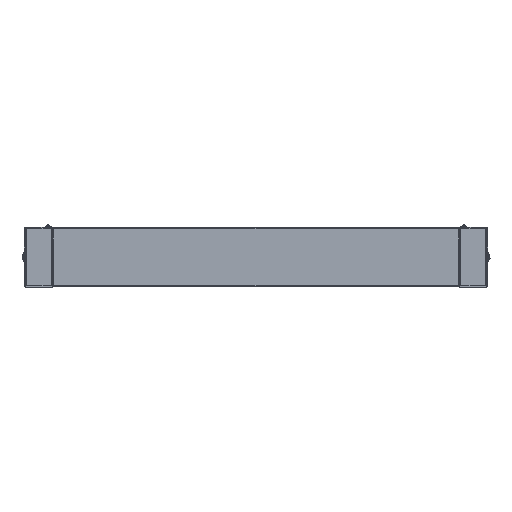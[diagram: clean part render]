
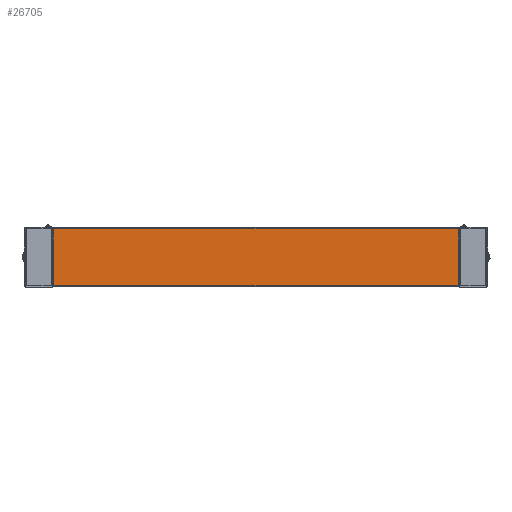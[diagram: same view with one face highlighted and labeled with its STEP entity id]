
A CAD part, left-side view. The second image highlights one B-rep face of the part: STEP entity #26705.
In plain terms, the highlighted planar face has unit normal (-1, 0, 0).
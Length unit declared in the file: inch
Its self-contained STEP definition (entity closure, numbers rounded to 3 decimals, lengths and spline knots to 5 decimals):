
#786 = FACE_OUTER_BOUND ( 'NONE', #2596, .T. ) ;
#1434 = PLANE ( 'NONE',  #42690 ) ;
#2596 = EDGE_LOOP ( 'NONE', ( #38486, #6150, #36840, #17360 ) ) ;
#2958 = VERTEX_POINT ( 'NONE', #11227 ) ;
#3015 = CARTESIAN_POINT ( 'NONE',  ( -23.58268, 5.49213, -1.92913 ) ) ;
#3185 = LINE ( 'NONE', #36396, #12312 ) ;
#3620 = VECTOR ( 'NONE', #26103, 39.37008 ) ;
#6150 = ORIENTED_EDGE ( 'NONE', *, *, #22730, .F. ) ;
#6666 = EDGE_CURVE ( 'NONE', #2958, #17040, #31937, .T. ) ;
#9574 = EDGE_CURVE ( 'NONE', #30286, #30733, #20199, .T. ) ;
#11227 = CARTESIAN_POINT ( 'NONE',  ( -23.58268, -21.24016, 1.92913 ) ) ;
#11545 = CARTESIAN_POINT ( 'NONE',  ( -23.58268, -21.24016, 0. ) ) ;
#12312 = VECTOR ( 'NONE', #43275, 39.37008 ) ;
#15067 = CARTESIAN_POINT ( 'NONE',  ( -23.58268, -21.24016, -1.92913 ) ) ;
#17040 = VERTEX_POINT ( 'NONE', #15067 ) ;
#17360 = ORIENTED_EDGE ( 'NONE', *, *, #35592, .F. ) ;
#18264 = VECTOR ( 'NONE', #34361, 39.37008 ) ;
#20199 = LINE ( 'NONE', #20858, #18264 ) ;
#20858 = CARTESIAN_POINT ( 'NONE',  ( -23.58268, 5.49213, 0. ) ) ;
#21764 = CARTESIAN_POINT ( 'NONE',  ( -23.58268, 5.49213, 1.92913 ) ) ;
#22730 = EDGE_CURVE ( 'NONE', #17040, #30286, #32751, .T. ) ;
#26103 = DIRECTION ( 'NONE',  ( 0., 1., 0. ) ) ;
#26705 = ADVANCED_FACE ( 'NONE', ( #786 ), #1434, .F. ) ;
#29030 = DIRECTION ( 'NONE',  ( 0., 0., 1. ) ) ;
#30286 = VERTEX_POINT ( 'NONE', #3015 ) ;
#30733 = VERTEX_POINT ( 'NONE', #21764 ) ;
#31937 = LINE ( 'NONE', #11545, #33496 ) ;
#32751 = LINE ( 'NONE', #35636, #3620 ) ;
#33496 = VECTOR ( 'NONE', #35725, 39.37008 ) ;
#34361 = DIRECTION ( 'NONE',  ( 0., 0., 1. ) ) ;
#35592 = EDGE_CURVE ( 'NONE', #30733, #2958, #3185, .T. ) ;
#35636 = CARTESIAN_POINT ( 'NONE',  ( -23.58268, -7.87402, -1.92913 ) ) ;
#35725 = DIRECTION ( 'NONE',  ( 0., 0., -1. ) ) ;
#36396 = CARTESIAN_POINT ( 'NONE',  ( -23.58268, -7.87402, 1.92913 ) ) ;
#36840 = ORIENTED_EDGE ( 'NONE', *, *, #6666, .F. ) ;
#38332 = DIRECTION ( 'NONE',  ( 1., 0., 0. ) ) ;
#38486 = ORIENTED_EDGE ( 'NONE', *, *, #9574, .F. ) ;
#38570 = CARTESIAN_POINT ( 'NONE',  ( -23.58268, -7.87402, 0. ) ) ;
#42690 = AXIS2_PLACEMENT_3D ( 'NONE', #38570, #38332, #29030 ) ;
#43275 = DIRECTION ( 'NONE',  ( 0., -1., 0. ) ) ;
